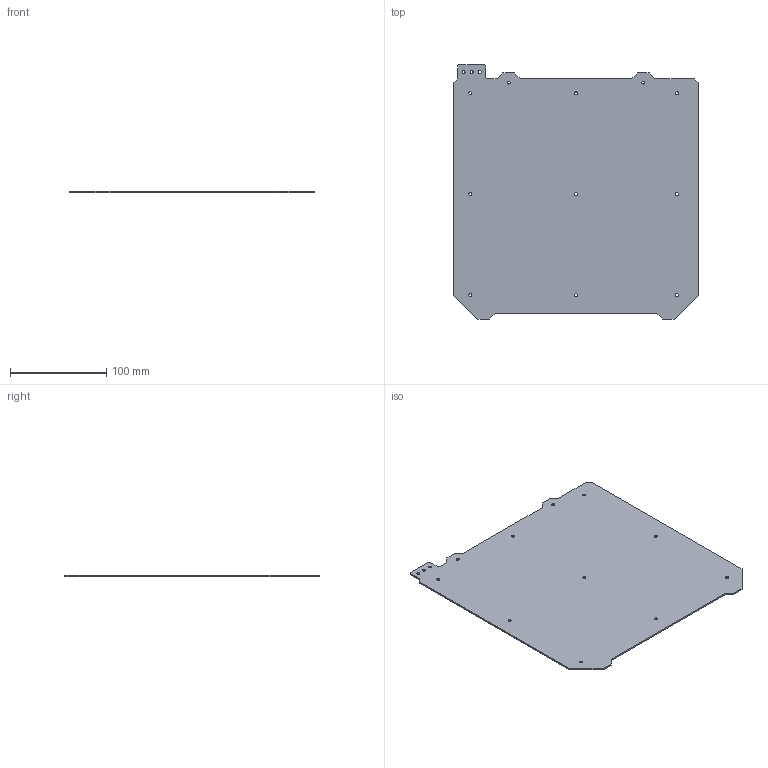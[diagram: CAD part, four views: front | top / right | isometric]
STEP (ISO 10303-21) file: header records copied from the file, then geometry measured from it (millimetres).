
FILE_DESCRIPTION (( 'STEP AP214' ), '1' );
FILE_NAME ('heatbedmk52.STEP', '2017-12-07T19:25:55', ( '' ), ( '' ), 'SwSTEP 2.0', 'SolidWorks 2017', '' );
FILE_SCHEMA (( 'AUTOMOTIVE_DESIGN' ));
Length unit declared in the file: millimetre
Products named in the file (2): heatbedmk52
Assembly tree (1 placements, depth 2):
  heatbedmk52
    heatbedmk52
Bounding box: 254 x 264.4 x 1.6 mm (x, y, z)
Volume: 99749.4 mm3; surface area: 126529.5 mm2
Topology: 1 solids, 1 shells, 56 faces, 162 edges, 108 vertices
Faces by surface type: cylinder 28, plane 28
Entity records: 2600 total; most frequent: DIRECTION 338, CARTESIAN_POINT 330, ORIENTED_EDGE 324, EDGE_CURVE 162, AXIS2_PLACEMENT_3D 116, VERTEX_POINT 108, LINE 106, VECTOR 106
